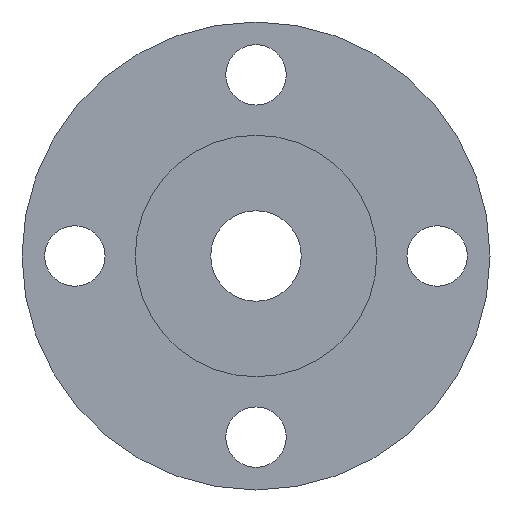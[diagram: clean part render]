
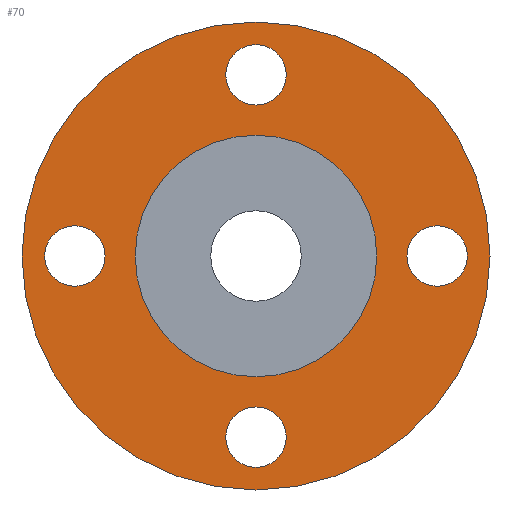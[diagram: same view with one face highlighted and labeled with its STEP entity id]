
A CAD part, front view. The second image highlights one B-rep face of the part: STEP entity #70.
In plain terms, the highlighted planar face has unit normal (0, -1, 0).
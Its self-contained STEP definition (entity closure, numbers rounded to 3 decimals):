
#31 = VERTEX_POINT('',#32);
#32 = CARTESIAN_POINT('',(0.,13.,0.));
#38 = EDGE_CURVE('',#31,#31,#39,.T.);
#39 = CIRCLE('',#40,8.);
#40 = AXIS2_PLACEMENT_3D('',#41,#42,#43);
#41 = CARTESIAN_POINT('',(-8.,13.,0.));
#42 = DIRECTION('',(0.,-1.,0.));
#43 = DIRECTION('',(1.,0.,0.));
#70 = ADVANCED_FACE('',(#71,#82,#93,#104,#107,#118),#129,.T.);
#71 = FACE_BOUND('',#72,.F.);
#72 = EDGE_LOOP('',(#73));
#73 = ORIENTED_EDGE('',*,*,#74,.F.);
#74 = EDGE_CURVE('',#75,#75,#77,.T.);
#75 = VERTEX_POINT('',#76);
#76 = CARTESIAN_POINT('',(7.5,13.,0.));
#77 = CIRCLE('',#78,15.5);
#78 = AXIS2_PLACEMENT_3D('',#79,#80,#81);
#79 = CARTESIAN_POINT('',(-8.,13.,0.));
#80 = DIRECTION('',(0.,-1.,0.));
#81 = DIRECTION('',(1.,0.,0.));
#82 = FACE_BOUND('',#83,.F.);
#83 = EDGE_LOOP('',(#84));
#84 = ORIENTED_EDGE('',*,*,#85,.F.);
#85 = EDGE_CURVE('',#86,#86,#88,.T.);
#86 = VERTEX_POINT('',#87);
#87 = CARTESIAN_POINT('',(6.,13.,0.));
#88 = CIRCLE('',#89,2.);
#89 = AXIS2_PLACEMENT_3D('',#90,#91,#92);
#90 = CARTESIAN_POINT('',(4.,13.,0.));
#91 = DIRECTION('',(0.,1.,0.));
#92 = DIRECTION('',(1.,0.,0.));
#93 = FACE_BOUND('',#94,.F.);
#94 = EDGE_LOOP('',(#95));
#95 = ORIENTED_EDGE('',*,*,#96,.F.);
#96 = EDGE_CURVE('',#97,#97,#99,.T.);
#97 = VERTEX_POINT('',#98);
#98 = CARTESIAN_POINT('',(-8.,13.,-14.));
#99 = CIRCLE('',#100,2.);
#100 = AXIS2_PLACEMENT_3D('',#101,#102,#103);
#101 = CARTESIAN_POINT('',(-8.,13.,-12.));
#102 = DIRECTION('',(0.,1.,0.));
#103 = DIRECTION('',(0.,0.,-1.));
#104 = FACE_BOUND('',#105,.F.);
#105 = EDGE_LOOP('',(#106));
#106 = ORIENTED_EDGE('',*,*,#38,.T.);
#107 = FACE_BOUND('',#108,.F.);
#108 = EDGE_LOOP('',(#109));
#109 = ORIENTED_EDGE('',*,*,#110,.F.);
#110 = EDGE_CURVE('',#111,#111,#113,.T.);
#111 = VERTEX_POINT('',#112);
#112 = CARTESIAN_POINT('',(-8.,13.,14.));
#113 = CIRCLE('',#114,2.);
#114 = AXIS2_PLACEMENT_3D('',#115,#116,#117);
#115 = CARTESIAN_POINT('',(-8.,13.,12.));
#116 = DIRECTION('',(0.,1.,0.));
#117 = DIRECTION('',(0.,0.,1.));
#118 = FACE_BOUND('',#119,.F.);
#119 = EDGE_LOOP('',(#120));
#120 = ORIENTED_EDGE('',*,*,#121,.F.);
#121 = EDGE_CURVE('',#122,#122,#124,.T.);
#122 = VERTEX_POINT('',#123);
#123 = CARTESIAN_POINT('',(-22.,13.,0.));
#124 = CIRCLE('',#125,2.);
#125 = AXIS2_PLACEMENT_3D('',#126,#127,#128);
#126 = CARTESIAN_POINT('',(-20.,13.,0.));
#127 = DIRECTION('',(0.,1.,0.));
#128 = DIRECTION('',(-1.,0.,0.));
#129 = PLANE('',#130);
#130 = AXIS2_PLACEMENT_3D('',#131,#132,#133);
#131 = CARTESIAN_POINT('',(-8.,13.,0.));
#132 = DIRECTION('',(-0.,-1.,-0.));
#133 = DIRECTION('',(1.,0.,0.));
